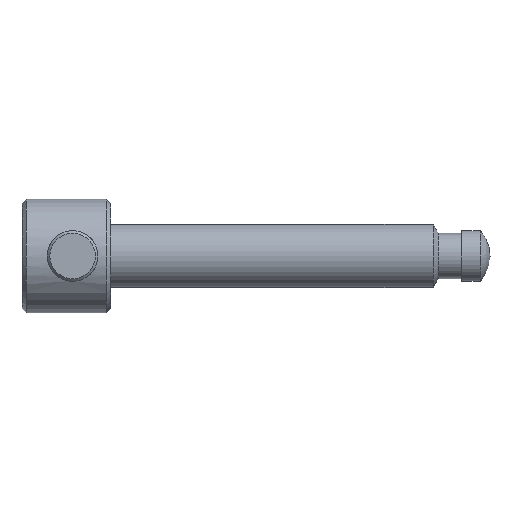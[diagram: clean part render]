
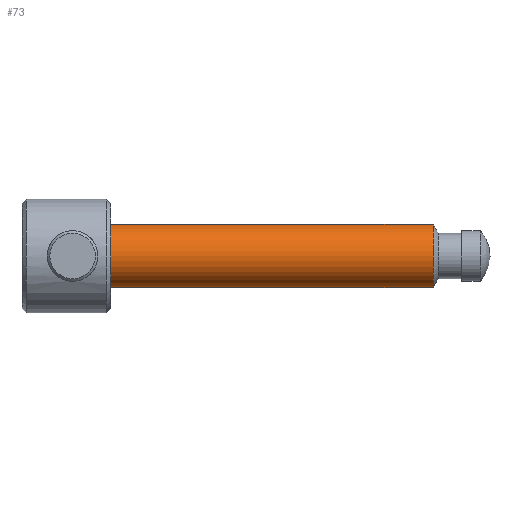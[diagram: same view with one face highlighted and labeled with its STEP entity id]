
A CAD part, left-side view. The second image highlights one B-rep face of the part: STEP entity #73.
In plain terms, the highlighted cylindrical face has radius 5 mm (diameter 10 mm), a full revolution.
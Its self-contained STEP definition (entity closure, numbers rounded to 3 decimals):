
#73 = ADVANCED_FACE( '', ( #155, #156 ), #157, .T. );
#155 = FACE_OUTER_BOUND( '', #229, .T. );
#156 = FACE_OUTER_BOUND( '', #230, .T. );
#157 = CYLINDRICAL_SURFACE( '', #231, 5. );
#229 = EDGE_LOOP( '', ( #329 ) );
#230 = EDGE_LOOP( '', ( #330 ) );
#231 = AXIS2_PLACEMENT_3D( '', #331, #332, #333 );
#329 = ORIENTED_EDGE( '', *, *, #353, .F. );
#330 = ORIENTED_EDGE( '', *, *, #363, .T. );
#331 = CARTESIAN_POINT( '', ( 0., 0., 0. ) );
#332 = DIRECTION( '', ( 0., 1., 0. ) );
#333 = DIRECTION( '', ( 0., 0., -1. ) );
#353 = EDGE_CURVE( '', #396, #396, #397, .T. );
#363 = EDGE_CURVE( '', #411, #411, #412, .T. );
#396 = VERTEX_POINT( '', #575 );
#397 = CIRCLE( '', #576, 5. );
#411 = VERTEX_POINT( '', #590 );
#412 = CIRCLE( '', #591, 5. );
#575 = CARTESIAN_POINT( '', ( 0., 9., -5. ) );
#576 = AXIS2_PLACEMENT_3D( '', #620, #621, #622 );
#590 = CARTESIAN_POINT( '', ( 0., 60., -5. ) );
#591 = AXIS2_PLACEMENT_3D( '', #635, #636, #637 );
#620 = CARTESIAN_POINT( '', ( 0., 9., 0. ) );
#621 = DIRECTION( '', ( 0., -1., 0. ) );
#622 = DIRECTION( '', ( 0., 0., -1. ) );
#635 = CARTESIAN_POINT( '', ( 0., 60., 0. ) );
#636 = DIRECTION( '', ( 0., -1., 0. ) );
#637 = DIRECTION( '', ( 0., 0., -1. ) );
